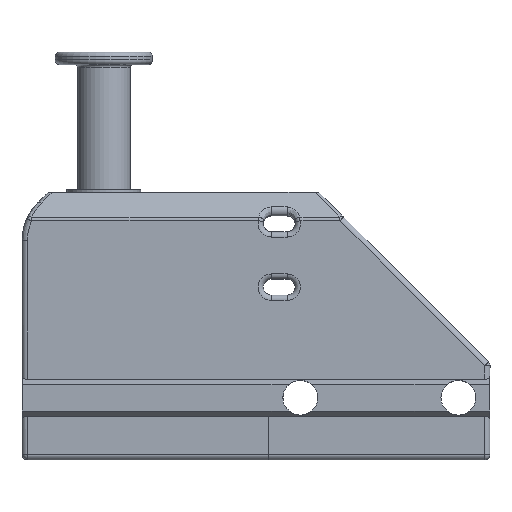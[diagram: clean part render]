
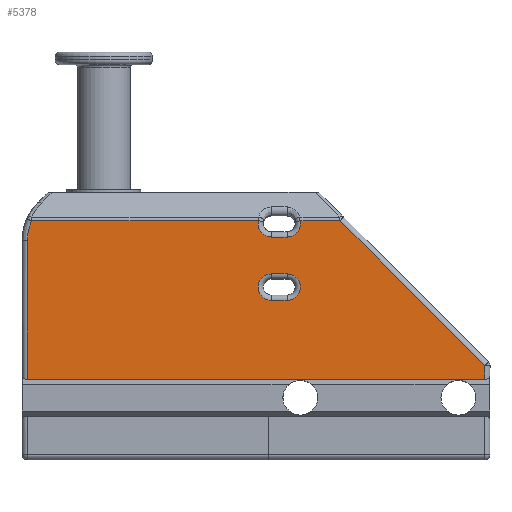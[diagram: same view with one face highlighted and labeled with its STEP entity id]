
A CAD part, left-side view. The second image highlights one B-rep face of the part: STEP entity #5378.
In plain terms, the highlighted planar face has unit normal (-1, 0, 0).
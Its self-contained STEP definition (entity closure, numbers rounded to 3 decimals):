
#238=FACE_BOUND('',#879,.T.);
#311=PLANE('',#5856);
#543=FACE_OUTER_BOUND('',#878,.T.);
#878=EDGE_LOOP('',(#4030,#4031,#4032,#4033,#4034,#4035,#4036,#4037,#4038,
#4039));
#879=EDGE_LOOP('',(#4040,#4041,#4042,#4043));
#1275=LINE('',#8390,#1800);
#1276=LINE('',#8401,#1801);
#1282=LINE('',#8419,#1807);
#1283=LINE('',#8421,#1808);
#1284=LINE('',#8423,#1809);
#1285=LINE('',#8427,#1810);
#1286=LINE('',#8431,#1811);
#1287=LINE('',#8435,#1812);
#1288=LINE('',#8436,#1813);
#1800=VECTOR('',#6651,10.);
#1801=VECTOR('',#6664,10.);
#1807=VECTOR('',#6684,10.);
#1808=VECTOR('',#6685,10.);
#1809=VECTOR('',#6686,10.);
#1810=VECTOR('',#6689,10.);
#1811=VECTOR('',#6692,10.);
#1812=VECTOR('',#6695,10.);
#1813=VECTOR('',#6696,10.);
#2268=CIRCLE('',#5846,1.25);
#2271=CIRCLE('',#5851,1.25);
#2274=CIRCLE('',#5857,1.25);
#2275=CIRCLE('',#5858,1.25);
#2276=CIRCLE('',#5859,4.5);
#2532=VERTEX_POINT('',#8383);
#2535=VERTEX_POINT('',#8388);
#2537=VERTEX_POINT('',#8393);
#2539=VERTEX_POINT('',#8399);
#2543=VERTEX_POINT('',#8417);
#2544=VERTEX_POINT('',#8418);
#2545=VERTEX_POINT('',#8420);
#2546=VERTEX_POINT('',#8422);
#2547=VERTEX_POINT('',#8424);
#2548=VERTEX_POINT('',#8426);
#2549=VERTEX_POINT('',#8428);
#2550=VERTEX_POINT('',#8430);
#2551=VERTEX_POINT('',#8432);
#2552=VERTEX_POINT('',#8434);
#3084=EDGE_CURVE('',#2535,#2532,#1275,.T.);
#3086=EDGE_CURVE('',#2537,#2535,#2268,.T.);
#3089=EDGE_CURVE('',#2539,#2537,#1276,.T.);
#3091=EDGE_CURVE('',#2532,#2539,#2271,.T.);
#3098=EDGE_CURVE('',#2543,#2544,#1282,.T.);
#3099=EDGE_CURVE('',#2545,#2543,#1283,.T.);
#3100=EDGE_CURVE('',#2546,#2545,#1284,.T.);
#3101=EDGE_CURVE('',#2547,#2546,#2274,.T.);
#3102=EDGE_CURVE('',#2548,#2547,#1285,.T.);
#3103=EDGE_CURVE('',#2549,#2548,#2275,.T.);
#3104=EDGE_CURVE('',#2550,#2549,#1286,.T.);
#3105=EDGE_CURVE('',#2551,#2550,#2276,.T.);
#3106=EDGE_CURVE('',#2552,#2551,#1287,.T.);
#3107=EDGE_CURVE('',#2552,#2544,#1288,.T.);
#4030=ORIENTED_EDGE('',*,*,#3098,.F.);
#4031=ORIENTED_EDGE('',*,*,#3099,.F.);
#4032=ORIENTED_EDGE('',*,*,#3100,.F.);
#4033=ORIENTED_EDGE('',*,*,#3101,.F.);
#4034=ORIENTED_EDGE('',*,*,#3102,.F.);
#4035=ORIENTED_EDGE('',*,*,#3103,.F.);
#4036=ORIENTED_EDGE('',*,*,#3104,.F.);
#4037=ORIENTED_EDGE('',*,*,#3105,.F.);
#4038=ORIENTED_EDGE('',*,*,#3106,.F.);
#4039=ORIENTED_EDGE('',*,*,#3107,.T.);
#4040=ORIENTED_EDGE('',*,*,#3084,.F.);
#4041=ORIENTED_EDGE('',*,*,#3086,.F.);
#4042=ORIENTED_EDGE('',*,*,#3089,.F.);
#4043=ORIENTED_EDGE('',*,*,#3091,.F.);
#5378=ADVANCED_FACE('',(#543,#238),#311,.T.);
#5846=AXIS2_PLACEMENT_3D('',#8395,#6656,#6657);
#5851=AXIS2_PLACEMENT_3D('',#8404,#6668,#6669);
#5856=AXIS2_PLACEMENT_3D('',#8416,#6682,#6683);
#5857=AXIS2_PLACEMENT_3D('',#8425,#6687,#6688);
#5858=AXIS2_PLACEMENT_3D('',#8429,#6690,#6691);
#5859=AXIS2_PLACEMENT_3D('',#8433,#6693,#6694);
#6651=DIRECTION('',(0.,0.,1.));
#6656=DIRECTION('center_axis',(-1.,0.,0.));
#6657=DIRECTION('ref_axis',(0.,0.,-1.));
#6664=DIRECTION('',(0.,0.,-1.));
#6668=DIRECTION('center_axis',(-1.,0.,0.));
#6669=DIRECTION('ref_axis',(0.,0.,1.));
#6682=DIRECTION('center_axis',(-1.,0.,0.));
#6683=DIRECTION('ref_axis',(0.,0.,1.));
#6684=DIRECTION('',(0.,-1.,0.));
#6685=DIRECTION('',(0.,-0.707,0.707));
#6686=DIRECTION('',(0.,0.,1.));
#6687=DIRECTION('center_axis',(-1.,0.,0.));
#6688=DIRECTION('ref_axis',(0.,-0.405,0.914));
#6689=DIRECTION('',(0.,0.,1.));
#6690=DIRECTION('center_axis',(-1.,0.,0.));
#6691=DIRECTION('ref_axis',(0.,-0.405,-0.914));
#6692=DIRECTION('',(0.,0.,1.));
#6693=DIRECTION('center_axis',(1.,0.,0.));
#6694=DIRECTION('ref_axis',(0.,0.383,-0.924));
#6695=DIRECTION('',(0.,1.,0.));
#6696=DIRECTION('',(0.,0.,1.));
#8383=CARTESIAN_POINT('',(-14.5,9.246,22.15));
#8388=CARTESIAN_POINT('',(-14.5,9.246,20.65));
#8390=CARTESIAN_POINT('',(-14.5,9.246,12.325));
#8393=CARTESIAN_POINT('',(-14.5,11.746,20.65));
#8395=CARTESIAN_POINT('Origin',(-14.5,10.496,20.65));
#8399=CARTESIAN_POINT('',(-14.5,11.746,22.15));
#8401=CARTESIAN_POINT('',(-14.5,11.746,11.575));
#8404=CARTESIAN_POINT('Origin',(-14.5,10.496,22.15));
#8416=CARTESIAN_POINT('Origin',(-14.5,-7.5,2.5));
#8417=CARTESIAN_POINT('',(-14.5,3.05,40.9));
#8418=CARTESIAN_POINT('',(-14.5,1.75,40.9));
#8419=CARTESIAN_POINT('',(-14.5,3.5,40.9));
#8420=CARTESIAN_POINT('',(-14.5,16.793,27.157));
#8421=CARTESIAN_POINT('',(-14.5,15.561,28.389));
#8422=CARTESIAN_POINT('',(-14.5,16.793,23.364));
#8423=CARTESIAN_POINT('',(-14.5,16.793,1.125));
#8424=CARTESIAN_POINT('',(-14.5,15.246,22.15));
#8425=CARTESIAN_POINT('Origin',(-14.5,16.496,22.15));
#8426=CARTESIAN_POINT('',(-14.5,15.246,20.65));
#8427=CARTESIAN_POINT('',(-14.5,15.246,12.325));
#8428=CARTESIAN_POINT('',(-14.5,16.793,19.436));
#8429=CARTESIAN_POINT('Origin',(-14.5,16.496,20.65));
#8430=CARTESIAN_POINT('',(-14.5,16.793,-2.096));
#8431=CARTESIAN_POINT('',(-14.5,16.793,1.125));
#8432=CARTESIAN_POINT('',(-14.5,14.929,-2.5));
#8433=CARTESIAN_POINT('Origin',(-14.5,14.929,2.));
#8434=CARTESIAN_POINT('',(-14.5,1.75,-2.5));
#8435=CARTESIAN_POINT('',(-14.5,-5.,-2.5));
#8436=CARTESIAN_POINT('',(-14.5,1.75,21.95));
